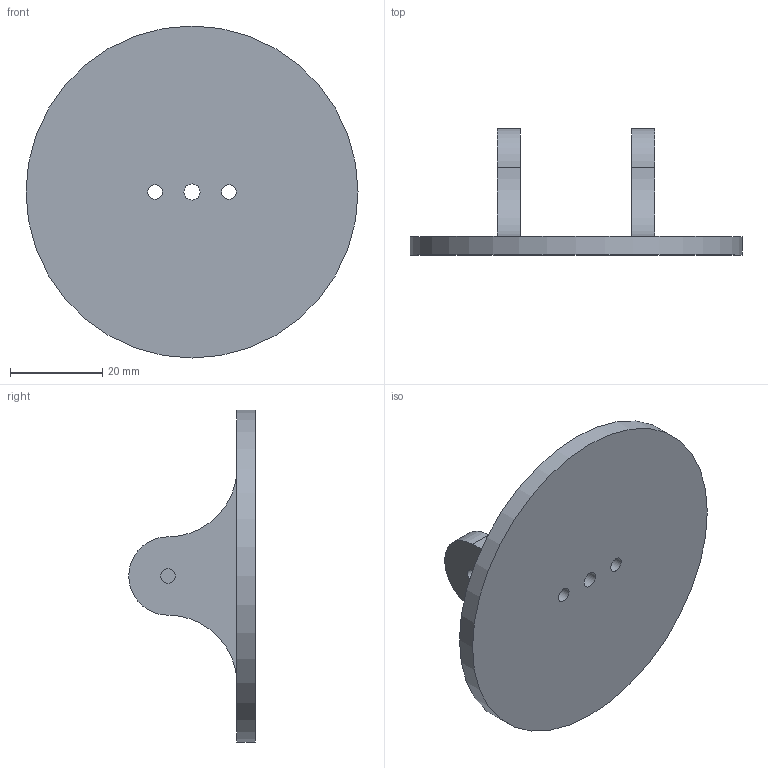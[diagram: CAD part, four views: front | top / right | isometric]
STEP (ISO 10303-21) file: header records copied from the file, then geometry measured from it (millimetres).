
FILE_DESCRIPTION(('FreeCAD Model'),'2;1');
FILE_NAME('SUPP_2.step', '2018-01-27T20:08:05',('Author'),(''), 'Open CASCADE STEP processor 6.8','FreeCAD','Unknown');
FILE_SCHEMA(('AUTOMOTIVE_DESIGN_CC2 { 1 2 10303 214 -1 1 5 4 }'));
Length unit declared in the file: millimetre
Products named in the file (2): ASSEMBLY; SUPP_2
Assembly tree (1 placements, depth 2):
  ASSEMBLY
    SUPP_2
Bounding box: 72 x 27.42 x 72 mm (x, y, z)
Volume: 20746.6 mm3; surface area: 11341.6 mm2
Topology: 1 solids, 1 shells, 310 faces, 906 edges, 604 vertices
Faces by surface type: plane 298, cylinder 12
Full cylindrical faces by diameter (mm): 3.1 x2, 3.2 x2, 3.5 x1, 72 x1
Entity records: 10125 total; most frequent: CARTESIAN_POINT 1822, ORIENTED_EDGE 1812, DIRECTION 1554, EDGE_CURVE 906, LINE 882, VECTOR 882, VERTEX_POINT 604, AXIS2_PLACEMENT_3D 336
